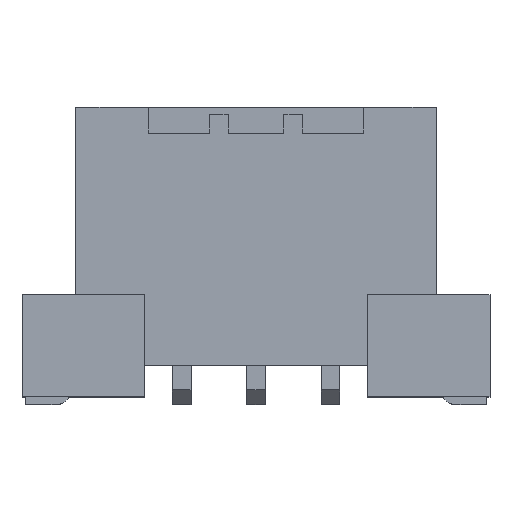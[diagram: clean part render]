
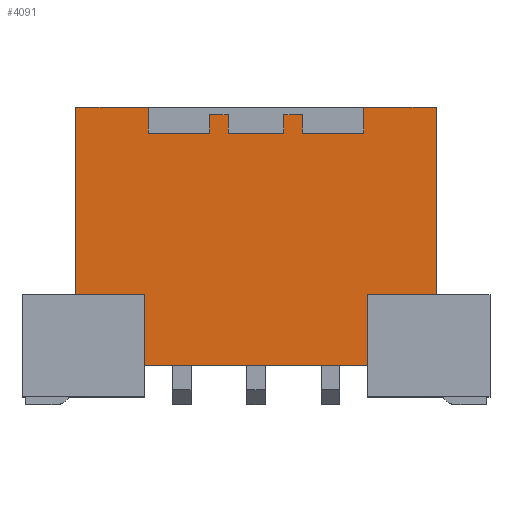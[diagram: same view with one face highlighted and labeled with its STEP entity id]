
A CAD part, top view. The second image highlights one B-rep face of the part: STEP entity #4091.
In plain terms, the highlighted planar face has unit normal (0, 0, 1).
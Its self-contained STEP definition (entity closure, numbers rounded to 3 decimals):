
#41=DIRECTION('',(1.,0.,0.));
#42=VECTOR('',#41,1.95);
#43=CARTESIAN_POINT('',(2.9,4.9,3.26));
#44=LINE('',#43,#42);
#89=DIRECTION('',(0.,-1.,0.));
#90=VECTOR('',#89,1.9);
#91=CARTESIAN_POINT('',(-3.,-0.15,3.26));
#92=LINE('',#91,#90);
#93=DIRECTION('',(1.,0.,0.));
#94=VECTOR('',#93,1.85);
#95=CARTESIAN_POINT('',(-4.85,-0.15,3.26));
#96=LINE('',#95,#94);
#97=DIRECTION('',(-1.,0.,0.));
#98=VECTOR('',#97,1.95);
#99=CARTESIAN_POINT('',(-2.9,4.9,3.26));
#100=LINE('',#99,#98);
#101=DIRECTION('',(0.,1.,0.));
#102=VECTOR('',#101,0.7);
#103=CARTESIAN_POINT('',(-2.9,4.2,3.26));
#104=LINE('',#103,#102);
#105=DIRECTION('',(-1.,0.,0.));
#106=VECTOR('',#105,1.65);
#107=CARTESIAN_POINT('',(-1.25,4.2,3.26));
#108=LINE('',#107,#106);
#109=DIRECTION('',(-1.,0.,0.));
#110=VECTOR('',#109,1.5);
#111=CARTESIAN_POINT('',(0.75,4.2,3.26));
#112=LINE('',#111,#110);
#113=DIRECTION('',(0.,-1.,0.));
#114=VECTOR('',#113,0.5);
#115=CARTESIAN_POINT('',(0.75,4.7,3.26));
#116=LINE('',#115,#114);
#117=DIRECTION('',(-1.,0.,0.));
#118=VECTOR('',#117,0.5);
#119=CARTESIAN_POINT('',(1.25,4.7,3.26));
#120=LINE('',#119,#118);
#121=DIRECTION('',(0.,1.,0.));
#122=VECTOR('',#121,0.5);
#123=CARTESIAN_POINT('',(1.25,4.2,3.26));
#124=LINE('',#123,#122);
#125=DIRECTION('',(0.,1.,0.));
#126=VECTOR('',#125,5.05);
#127=CARTESIAN_POINT('',(4.85,-0.15,3.26));
#128=LINE('',#127,#126);
#141=DIRECTION('',(0.,-1.,0.));
#142=VECTOR('',#141,1.9);
#143=CARTESIAN_POINT('',(3.,-0.15,3.26));
#144=LINE('',#143,#142);
#491=DIRECTION('',(-1.,0.,0.));
#492=VECTOR('',#491,1.85);
#493=CARTESIAN_POINT('',(4.85,-0.15,3.26));
#494=LINE('',#493,#492);
#837=DIRECTION('',(-1.,0.,0.));
#838=VECTOR('',#837,6.);
#839=CARTESIAN_POINT('',(3.,-2.05,3.26));
#840=LINE('',#839,#838);
#1421=DIRECTION('',(0.,1.,0.));
#1422=VECTOR('',#1421,5.05);
#1423=CARTESIAN_POINT('',(-4.85,-0.15,
3.26));
#1424=LINE('',#1423,#1422);
#2881=DIRECTION('',(0.,1.,0.));
#2882=VECTOR('',#2881,0.7);
#2883=CARTESIAN_POINT('',(2.9,4.2,3.26));
#2884=LINE('',#2883,#2882);
#2901=DIRECTION('',(1.,0.,0.));
#2902=VECTOR('',#2901,1.65);
#2903=CARTESIAN_POINT('',(1.25,4.2,3.26));
#2904=LINE('',#2903,#2902);
#2929=DIRECTION('',(0.,-1.,0.));
#2930=VECTOR('',#2929,0.5);
#2931=CARTESIAN_POINT('',(-0.75,4.7,3.26));
#2932=LINE('',#2931,#2930);
#2941=DIRECTION('',(1.,0.,0.));
#2942=VECTOR('',#2941,0.5);
#2943=CARTESIAN_POINT('',(-1.25,4.7,3.26));
#2944=LINE('',#2943,#2942);
#2953=DIRECTION('',(0.,1.,0.));
#2954=VECTOR('',#2953,0.5);
#2955=CARTESIAN_POINT('',(-1.25,4.2,3.26));
#2956=LINE('',#2955,#2954);
#2973=CARTESIAN_POINT('',(2.9,4.9,3.26));
#2974=CARTESIAN_POINT('',(4.85,4.9,3.26));
#2975=VERTEX_POINT('',#2973);
#2976=VERTEX_POINT('',#2974);
#2989=CARTESIAN_POINT('',(-4.85,4.9,3.26));
#2990=VERTEX_POINT('',#2989);
#2991=CARTESIAN_POINT('',(-2.9,4.9,3.26));
#2992=VERTEX_POINT('',#2991);
#3135=CARTESIAN_POINT('',(3.,-2.05,3.26));
#3136=VERTEX_POINT('',#3135);
#3137=CARTESIAN_POINT('',(-3.,-2.05,3.26));
#3138=VERTEX_POINT('',#3137);
#3261=CARTESIAN_POINT('',(3.,-0.15,
3.26));
#3262=VERTEX_POINT('',#3261);
#3263=CARTESIAN_POINT('',(4.85,-0.15,
3.26));
#3264=VERTEX_POINT('',#3263);
#3265=CARTESIAN_POINT('',(2.9,4.2,3.26));
#3266=VERTEX_POINT('',#3265);
#3267=CARTESIAN_POINT('',(1.25,4.2,3.26));
#3268=VERTEX_POINT('',#3267);
#3269=CARTESIAN_POINT('',(1.25,4.7,3.26));
#3270=VERTEX_POINT('',#3269);
#3271=CARTESIAN_POINT('',(0.75,4.7,3.26));
#3272=VERTEX_POINT('',#3271);
#3273=CARTESIAN_POINT('',(0.75,4.2,3.26));
#3274=VERTEX_POINT('',#3273);
#3275=CARTESIAN_POINT('',(-0.75,4.2,3.26));
#3276=VERTEX_POINT('',#3275);
#3277=CARTESIAN_POINT('',(-0.75,4.7,3.26));
#3278=VERTEX_POINT('',#3277);
#3279=CARTESIAN_POINT('',(-1.25,4.7,3.26));
#3280=VERTEX_POINT('',#3279);
#3281=CARTESIAN_POINT('',(-1.25,4.2,3.26));
#3282=VERTEX_POINT('',#3281);
#3283=CARTESIAN_POINT('',(-2.9,4.2,3.26));
#3284=VERTEX_POINT('',#3283);
#3285=CARTESIAN_POINT('',(-4.85,-0.15,
3.26));
#3286=VERTEX_POINT('',#3285);
#3287=CARTESIAN_POINT('',(-3.,-0.15,
3.26));
#3288=VERTEX_POINT('',#3287);
#4046=CARTESIAN_POINT('',(-5.,4.9,3.26));
#4047=DIRECTION('',(0.,0.,-1.));
#4048=DIRECTION('',(0.,-1.,0.));
#4049=AXIS2_PLACEMENT_3D('',#4046,#4047,#4048);
#4050=PLANE('',#4049);
#4052=ORIENTED_EDGE('',*,*,#4051,.T.);
#4054=ORIENTED_EDGE('',*,*,#4053,.T.);
#4056=ORIENTED_EDGE('',*,*,#4055,.F.);
#4058=ORIENTED_EDGE('',*,*,#4057,.F.);
#4060=ORIENTED_EDGE('',*,*,#4059,.T.);
#4061=ORIENTED_EDGE('',*,*,#4006,.F.);
#4063=ORIENTED_EDGE('',*,*,#4062,.F.);
#4065=ORIENTED_EDGE('',*,*,#4064,.F.);
#4067=ORIENTED_EDGE('',*,*,#4066,.T.);
#4069=ORIENTED_EDGE('',*,*,#4068,.T.);
#4071=ORIENTED_EDGE('',*,*,#4070,.T.);
#4073=ORIENTED_EDGE('',*,*,#4072,.F.);
#4075=ORIENTED_EDGE('',*,*,#4074,.F.);
#4077=ORIENTED_EDGE('',*,*,#4076,.F.);
#4079=ORIENTED_EDGE('',*,*,#4078,.F.);
#4081=ORIENTED_EDGE('',*,*,#4080,.T.);
#4083=ORIENTED_EDGE('',*,*,#4082,.T.);
#4084=ORIENTED_EDGE('',*,*,#3998,.T.);
#4086=ORIENTED_EDGE('',*,*,#4085,.F.);
#4088=ORIENTED_EDGE('',*,*,#4087,.T.);
#4089=EDGE_LOOP('',(#4052,#4054,#4056,#4058,#4060,#4061,#4063,#4065,#4067,#4069,
#4071,#4073,#4075,#4077,#4079,#4081,#4083,#4084,#4086,#4088));
#4090=FACE_OUTER_BOUND('',#4089,.F.);
#4091=ADVANCED_FACE('',(#4090),#4050,.F.);
#3998=EDGE_CURVE('',#2975,#2976,#44,.T.);
#4006=EDGE_CURVE('',#2992,#2990,#100,.T.);
#4051=EDGE_CURVE('',#3262,#3136,#144,.T.);
#4053=EDGE_CURVE('',#3136,#3138,#840,.T.);
#4055=EDGE_CURVE('',#3288,#3138,#92,.T.);
#4057=EDGE_CURVE('',#3286,#3288,#96,.T.);
#4059=EDGE_CURVE('',#3286,#2990,#1424,.T.);
#4062=EDGE_CURVE('',#3284,#2992,#104,.T.);
#4064=EDGE_CURVE('',#3282,#3284,#108,.T.);
#4066=EDGE_CURVE('',#3282,#3280,#2956,.T.);
#4068=EDGE_CURVE('',#3280,#3278,#2944,.T.);
#4070=EDGE_CURVE('',#3278,#3276,#2932,.T.);
#4072=EDGE_CURVE('',#3274,#3276,#112,.T.);
#4074=EDGE_CURVE('',#3272,#3274,#116,.T.);
#4076=EDGE_CURVE('',#3270,#3272,#120,.T.);
#4078=EDGE_CURVE('',#3268,#3270,#124,.T.);
#4080=EDGE_CURVE('',#3268,#3266,#2904,.T.);
#4082=EDGE_CURVE('',#3266,#2975,#2884,.T.);
#4085=EDGE_CURVE('',#3264,#2976,#128,.T.);
#4087=EDGE_CURVE('',#3264,#3262,#494,.T.);
